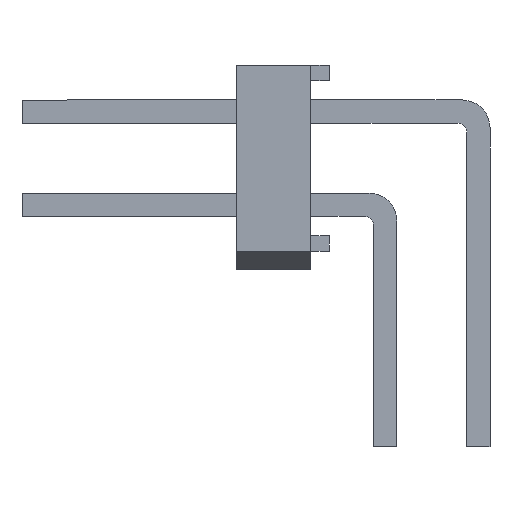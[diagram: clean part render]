
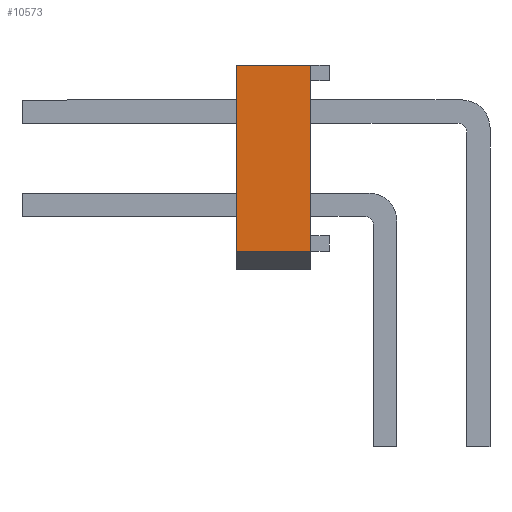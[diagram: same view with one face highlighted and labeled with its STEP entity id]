
A CAD part, left-side view. The second image highlights one B-rep face of the part: STEP entity #10573.
In plain terms, the highlighted planar face has unit normal (-1, 0, 0).
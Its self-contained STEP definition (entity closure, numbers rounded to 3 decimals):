
#10245=CARTESIAN_POINT('',(-7.62,5.334,5.588));
#10246=VERTEX_POINT('',#10245);
#10287=CARTESIAN_POINT('',(-7.62,5.334,0.508));
#10288=VERTEX_POINT('',#10287);
#10295=CARTESIAN_POINT('',(-7.62,5.334,0.508));
#10296=DIRECTION('',(0.0,0.0,1.0));
#10297=VECTOR('',#10296,5.08);
#10298=LINE('',#10295,#10297);
#10299=EDGE_CURVE('',#10288,#10246,#10298,.T.);
#10543=CARTESIAN_POINT('',(-7.62,5.436,5.842));
#10544=DIRECTION('',(1.0,0.0,0.0));
#10545=DIRECTION('',(0.0,0.0,-1.0));
#10546=AXIS2_PLACEMENT_3D('',#10543,#10544,#10545);
#10547=PLANE('',#10546);
#10548=CARTESIAN_POINT('',(-7.62,3.302,5.588));
#10549=VERTEX_POINT('',#10548);
#10550=CARTESIAN_POINT('',(-7.62,3.302,5.588));
#10551=DIRECTION('',(0.0,1.0,0.0));
#10552=VECTOR('',#10551,2.032);
#10553=LINE('',#10550,#10552);
#10554=EDGE_CURVE('',#10549,#10246,#10553,.T.);
#10555=ORIENTED_EDGE('',*,*,#10554,.T.);
#10556=ORIENTED_EDGE('',*,*,#10299,.F.);
#10557=CARTESIAN_POINT('',(-7.62,3.302,0.508));
#10558=VERTEX_POINT('',#10557);
#10559=CARTESIAN_POINT('',(-7.62,3.302,0.508));
#10560=DIRECTION('',(0.0,1.0,0.0));
#10561=VECTOR('',#10560,2.032);
#10562=LINE('',#10559,#10561);
#10563=EDGE_CURVE('',#10558,#10288,#10562,.T.);
#10564=ORIENTED_EDGE('',*,*,#10563,.F.);
#10565=CARTESIAN_POINT('',(-7.62,3.302,0.508));
#10566=DIRECTION('',(0.0,0.0,1.0));
#10567=VECTOR('',#10566,5.08);
#10568=LINE('',#10565,#10567);
#10569=EDGE_CURVE('',#10558,#10549,#10568,.T.);
#10570=ORIENTED_EDGE('',*,*,#10569,.T.);
#10571=EDGE_LOOP('',(#10555,#10556,#10564,#10570));
#10572=FACE_OUTER_BOUND('',#10571,.T.);
#10573=ADVANCED_FACE('',(#10572),#10547,.F.);
